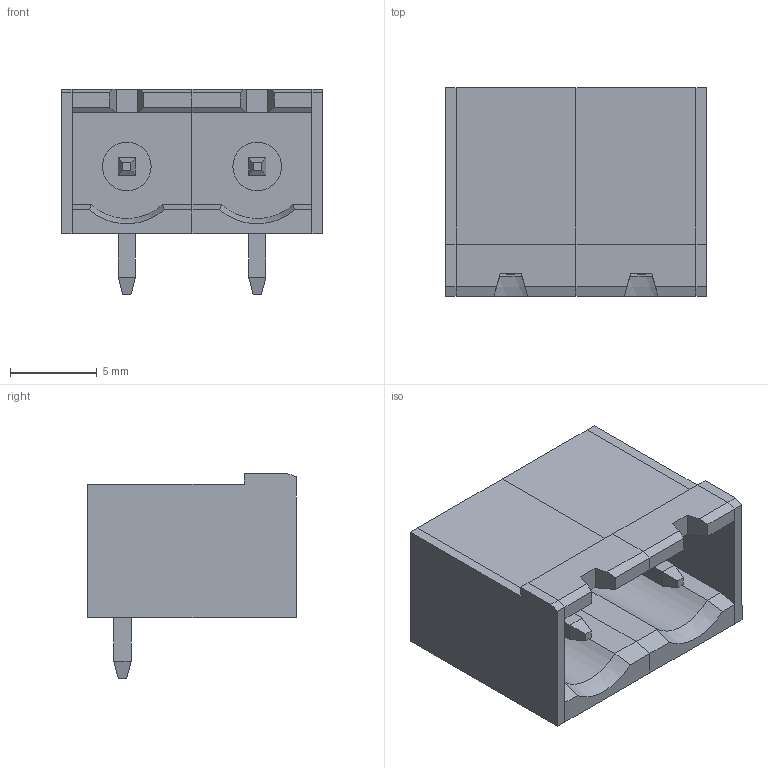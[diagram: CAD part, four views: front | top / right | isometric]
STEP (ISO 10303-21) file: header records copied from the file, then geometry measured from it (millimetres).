
FILE_DESCRIPTION((''),'2;1');
FILE_NAME('CAMDEN_CTB9550-2.stp','2012-05-15T14:47:32',(''),(''),'Mechanical Desktop 2011','Mechanical Desktop 2011',', , ');
FILE_SCHEMA(('AUTOMOTIVE_DESIGN { 1 2 10303 214 1 1 1 1 }'));
Length unit declared in the file: millimetre
Products named in the file (1): Product
Bounding box: 15 x 12 x 11.8 mm (x, y, z)
Volume: 800.3 mm3; surface area: 1553.6 mm2
Topology: 11 solids, 11 shells, 120 faces, 274 edges, 176 vertices
Faces by surface type: plane 106, cylinder 8, bspline 4, cone 2
Entity records: 3338 total; most frequent: CARTESIAN_POINT 591, ORIENTED_EDGE 548, DIRECTION 522, EDGE_CURVE 274, VECTOR 252, LINE 252, VERTEX_POINT 176, AXIS2_PLACEMENT_3D 135
